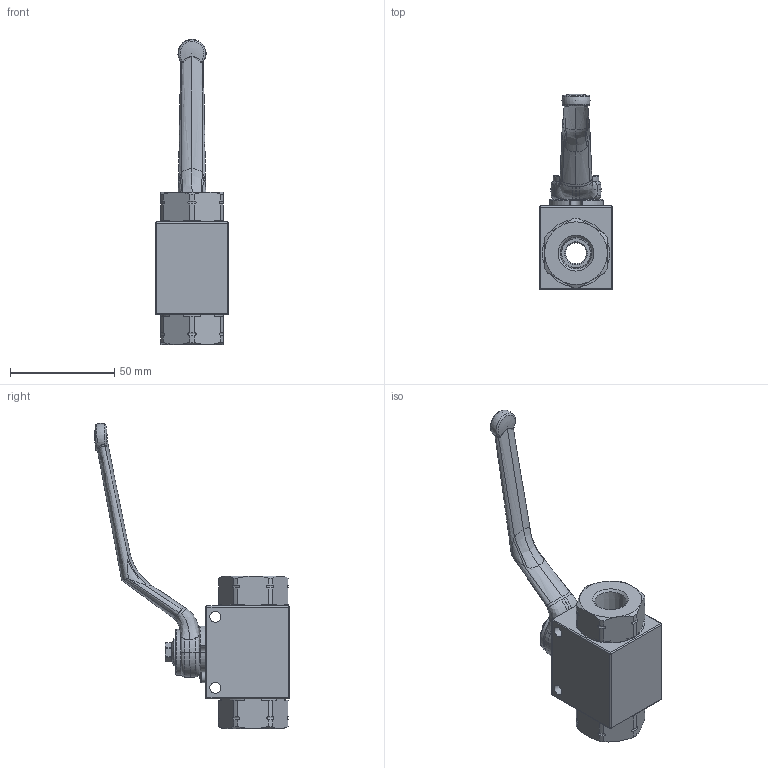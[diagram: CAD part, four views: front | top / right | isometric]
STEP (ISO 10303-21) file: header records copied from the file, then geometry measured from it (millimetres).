
FILE_DESCRIPTION(/* description */ (''),/* implementation_level */ '2;1');
FILE_NAME(/* name */ 'GE2NNT2_____F10.stp',/* time_stamp */ '2020-02-12T16:08:20+01:00',/* author */ ('francesca.patelli'),/* organization */ (''),/* preprocessor_version */ 'ST-DEVELOPER v18',/* originating_system */ 'Autodesk Inventor 2020',/* authorisation */ '');
FILE_SCHEMA (('AUTOMOTIVE_DESIGN { 1 0 10303 214 3 1 1 }'));
Length unit declared in the file: millimetre
Products named in the file (1): Parte2
Bounding box: 35 x 93.34 x 146.09 mm (x, y, z)
Volume: 73828.2 mm3; surface area: 27334.1 mm2
Topology: 2 solids, 5 shells, 405 faces, 1087 edges, 690 vertices
Faces by surface type: cylinder 113, plane 106, bspline 71, cone 57, torus 44, sphere 14
Full cylindrical faces by diameter (mm): 2.004 x1, 5 x3, 5.25 x2, 10 x2, 13 x1, 13.889 x2, 14 x1, 17 x1, 22 x1, 22.7 x2, 24.4 x1, 26.7 x2, 32.2 x2
Entity records: 32891 total; most frequent: CARTESIAN_POINT 22699, ORIENTED_EDGE 2158, DIRECTION 1936, EDGE_CURVE 1079, AXIS2_PLACEMENT_3D 790, VERTEX_POINT 690, CIRCLE 440, EDGE_LOOP 433
